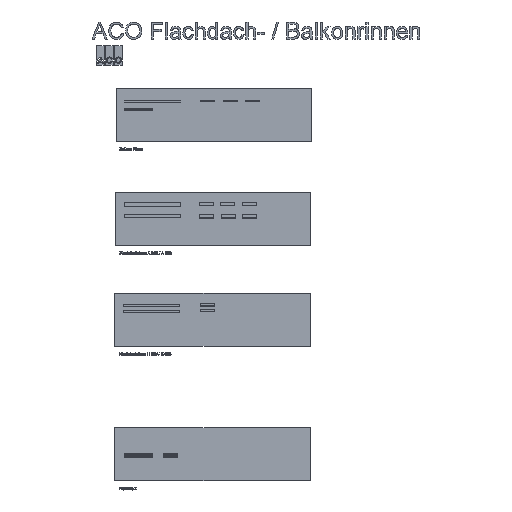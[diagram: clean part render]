
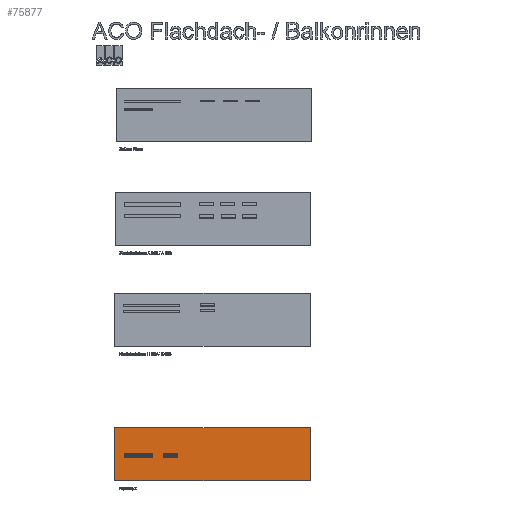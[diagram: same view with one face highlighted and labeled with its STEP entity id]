
A CAD part, top view. The second image highlights one B-rep face of the part: STEP entity #75877.
In plain terms, the highlighted planar face has unit normal (0, 0, 1).
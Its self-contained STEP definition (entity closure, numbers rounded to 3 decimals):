
#5357=FACE_OUTER_BOUND('',#9377,.T.);
#9377=EDGE_LOOP('',(#67031,#67032,#67033,#67034));
#18901=LINE('',#121472,#28900);
#18902=LINE('',#121474,#28901);
#18903=LINE('',#121476,#28902);
#18904=LINE('',#121477,#28903);
#28900=VECTOR('',#99856,304.8);
#28901=VECTOR('',#99857,304.8);
#28902=VECTOR('',#99858,304.8);
#28903=VECTOR('',#99859,304.8);
#36254=VERTEX_POINT('',#121470);
#36255=VERTEX_POINT('',#121471);
#36256=VERTEX_POINT('',#121473);
#36257=VERTEX_POINT('',#121475);
#46606=EDGE_CURVE('',#36254,#36255,#18901,.T.);
#46607=EDGE_CURVE('',#36255,#36256,#18902,.T.);
#46608=EDGE_CURVE('',#36256,#36257,#18903,.T.);
#46609=EDGE_CURVE('',#36257,#36254,#18904,.T.);
#67031=ORIENTED_EDGE('',*,*,#46606,.T.);
#67032=ORIENTED_EDGE('',*,*,#46607,.T.);
#67033=ORIENTED_EDGE('',*,*,#46608,.T.);
#67034=ORIENTED_EDGE('',*,*,#46609,.T.);
#71960=PLANE('',#81753);
#75877=ADVANCED_FACE('',(#5357),#71960,.T.);
#81753=AXIS2_PLACEMENT_3D('',#121469,#99854,#99855);
#99854=DIRECTION('center_axis',(0.,0.,1.));
#99855=DIRECTION('ref_axis',(0.,1.,0.));
#99856=DIRECTION('',(-1.,0.,0.));
#99857=DIRECTION('',(0.,-1.,0.));
#99858=DIRECTION('',(1.,0.,0.));
#99859=DIRECTION('',(0.,1.,0.));
#121469=CARTESIAN_POINT('Origin',(-6902.29,6028.276,0.));
#121470=CARTESIAN_POINT('',(-6902.29,6028.276,0.));
#121471=CARTESIAN_POINT('',(-13873.743,6028.276,0.));
#121472=CARTESIAN_POINT('',(-6902.29,6028.276,0.));
#121473=CARTESIAN_POINT('',(-13873.743,4128.276,0.));
#121474=CARTESIAN_POINT('',(-13873.743,6028.276,0.));
#121475=CARTESIAN_POINT('',(-6902.29,4128.276,0.));
#121476=CARTESIAN_POINT('',(-13873.743,4128.276,0.));
#121477=CARTESIAN_POINT('',(-6902.29,4128.276,0.));
